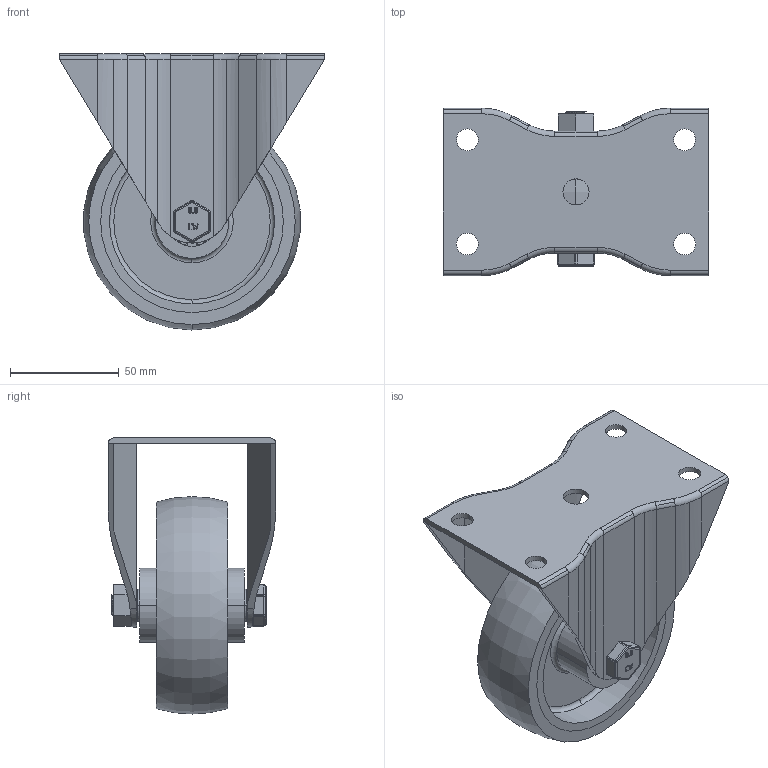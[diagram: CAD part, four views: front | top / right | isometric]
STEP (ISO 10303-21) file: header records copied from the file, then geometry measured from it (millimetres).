
FILE_DESCRIPTION(('STEP AP214'),'1');
FILE_NAME('BILCW03BZHF100NPBLP_01.step','2018-06-11T14:41:40',(' '),(' '),'Spatial InterOp 3D',' ',' ');
FILE_SCHEMA(('AUTOMOTIVE_DESIGN { 1 0 10303 214 1 1 1 1 }'));
Length unit declared in the file: metre
Products named in the file (19): BILCW02BZHF100ASLP_01; BZHF100ASLP; BZHF100NPBLP; BZH100WNPLB; TYRE; RIM; BZH100WNPRB61; BEARING; CAGE; RIBS; Component1; BILCW01BZH100WNPRB61_01; BILCW04TUBEM15X50_02; TUBEM15X50; BILCW04BOLTM10X65ZFULL_02; BOLTM10X65ZFULL; BILCW04NM10GR8FULLZ_01; NM10GR8FULLZ; BILCW03BZHF100NPBLP_01
Assembly tree (25 placements, depth 7):
  BILCW03BZHF100NPBLP_01
    BZHF100NPBLP
      BILCW02BZHF100ASLP_01
        BZHF100ASLP
      BILCW01BZH100WNPRB61_01
        BZH100WNPRB61
          BZH100WNPLB
            TYRE
            RIM
          BEARING
            CAGE
            RIBS
              Component1  x8
      BILCW04TUBEM15X50_02
        TUBEM15X50
      BILCW04BOLTM10X65ZFULL_02
        BOLTM10X65ZFULL
      BILCW04NM10GR8FULLZ_01
        NM10GR8FULLZ
Bounding box: 122 x 77 x 127 mm (x, y, z)
Volume: 214253.5 mm3; surface area: 116995.1 mm2
Topology: 15 solids, 15 shells, 449 faces, 1200 edges, 775 vertices
Faces by surface type: cylinder 221, plane 158, extrusion 42, torus 20, sphere 6, bspline 2
Entity records: 27002 total; most frequent: CARTESIAN_POINT 12538, ORIENTED_EDGE 2304, DIRECTION 2094, EDGE_CURVE 1152, VERTEX_POINT 747, AXIS2_PLACEMENT_3D 746, VECTOR 602, LINE 560
